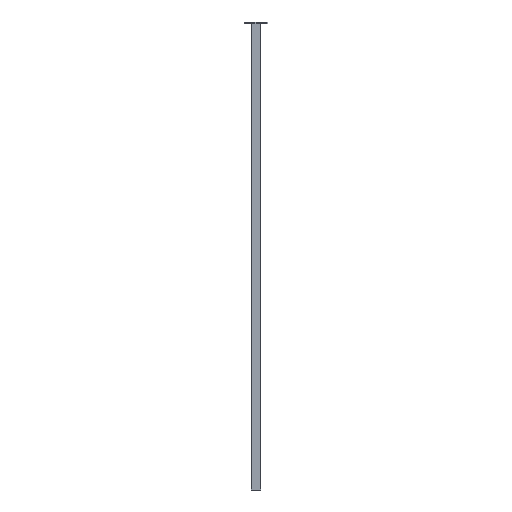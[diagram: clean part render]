
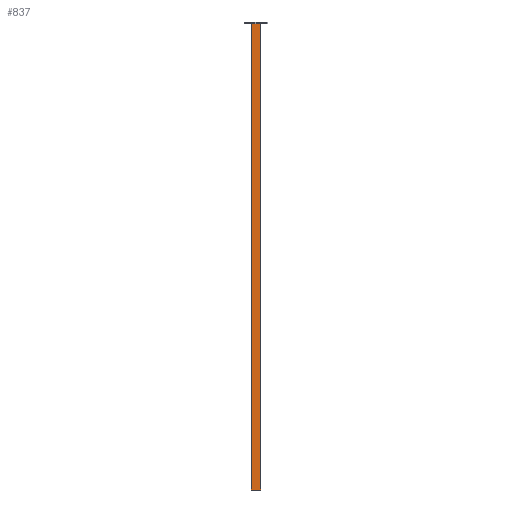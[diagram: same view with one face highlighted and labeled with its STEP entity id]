
A CAD part, front view. The second image highlights one B-rep face of the part: STEP entity #837.
In plain terms, the highlighted planar face has unit normal (0, -1, 0).
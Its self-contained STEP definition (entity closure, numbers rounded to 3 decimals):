
#5 = CARTESIAN_POINT ( 'NONE',  ( 21., -40., 1996. ) ) ;
#13 = PLANE ( 'NONE',  #5449 ) ;
#15 = DIRECTION ( 'NONE',  ( 0., 1., 0. ) ) ;
#16 = DIRECTION ( 'NONE',  ( -1., 0., 0. ) ) ;
#539 = VERTEX_POINT ( 'NONE', #1209 ) ;
#553 = VERTEX_POINT ( 'NONE', #1198 ) ;
#837 = ADVANCED_FACE ( 'NONE', ( #7153 ), #13, .F. ) ;
#1198 = CARTESIAN_POINT ( 'NONE',  ( 21., -40., 1996. ) ) ;
#1209 = CARTESIAN_POINT ( 'NONE',  ( 21., -40., 0. ) ) ;
#2321 = VERTEX_POINT ( 'NONE', #2611 ) ;
#2611 = CARTESIAN_POINT ( 'NONE',  ( -21., -40., 1996. ) ) ;
#2653 = CARTESIAN_POINT ( 'NONE',  ( -21., -40., 0. ) ) ;
#2757 = DIRECTION ( 'NONE',  ( 0., 0., -1. ) ) ;
#2771 = CARTESIAN_POINT ( 'NONE',  ( 21., -40., 1996. ) ) ;
#2945 = VERTEX_POINT ( 'NONE', #2653 ) ;
#3209 = CARTESIAN_POINT ( 'NONE',  ( -21., -40., 1996. ) ) ;
#3211 = DIRECTION ( 'NONE',  ( 0., 0., -1. ) ) ;
#3213 = CARTESIAN_POINT ( 'NONE',  ( 21., -40., 0. ) ) ;
#3214 = DIRECTION ( 'NONE',  ( 1., 0., 0. ) ) ;
#3215 = CARTESIAN_POINT ( 'NONE',  ( 21., -40., 1996. ) ) ;
#3216 = DIRECTION ( 'NONE',  ( 1., 0., 0. ) ) ;
#4059 = LINE ( 'NONE', #2771, #4062 ) ;
#4062 = VECTOR ( 'NONE', #2757, 1000. ) ;
#4683 = LINE ( 'NONE', #3209, #4686 ) ;
#4686 = VECTOR ( 'NONE', #3211, 1000. ) ;
#4687 = LINE ( 'NONE', #3213, #4690 ) ;
#4689 = LINE ( 'NONE', #3215, #4692 ) ;
#4690 = VECTOR ( 'NONE', #3214, 1000. ) ;
#4692 = VECTOR ( 'NONE', #3216, 1000. ) ;
#5449 = AXIS2_PLACEMENT_3D ( 'NONE', #5, #15, #16 ) ;
#5499 = EDGE_CURVE ( 'NONE', #553, #539, #4059, .T. ) ;
#5991 = EDGE_CURVE ( 'NONE', #2321, #2945, #4683, .T. ) ;
#5995 = EDGE_CURVE ( 'NONE', #2945, #539, #4687, .T. ) ;
#5996 = EDGE_CURVE ( 'NONE', #2321, #553, #4689, .T. ) ;
#6546 = EDGE_LOOP ( 'NONE', ( #7139, #6606, #6604, #6605 ) ) ;
#6604 = ORIENTED_EDGE ( 'NONE', *, *, #5996, .F. ) ;
#6605 = ORIENTED_EDGE ( 'NONE', *, *, #5991, .T. ) ;
#6606 = ORIENTED_EDGE ( 'NONE', *, *, #5499, .F. ) ;
#7139 = ORIENTED_EDGE ( 'NONE', *, *, #5995, .T. ) ;
#7153 = FACE_OUTER_BOUND ( 'NONE', #6546, .T. ) ;
